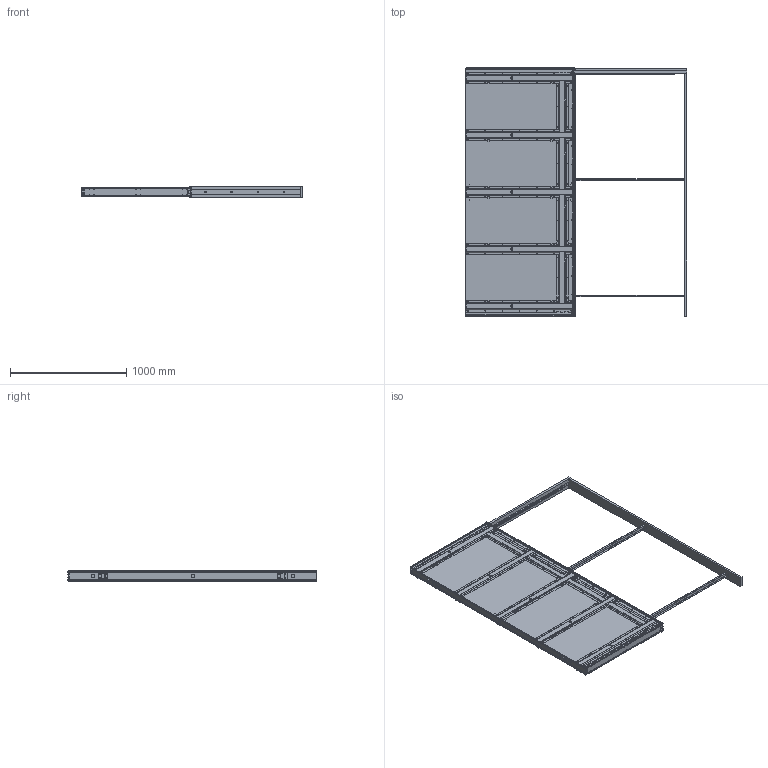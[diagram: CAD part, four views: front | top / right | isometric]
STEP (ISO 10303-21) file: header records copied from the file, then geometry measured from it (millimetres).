
FILE_DESCRIPTION(/* description */ (''),/* implementation_level */ '2;1');
FILE_NAME(/* name */ 'SAF-INSIDE90.stp',/* time_stamp */ '2019-08-12T16:05:30+02:00',/* author */ ('Marc'),/* organization */ (''),/* preprocessor_version */ 'ST-DEVELOPER v17.2',/* originating_system */ 'Autodesk Inventor 2019',/* authorisation */ '');
FILE_SCHEMA (('AUTOMOTIVE_DESIGN { 1 0 10303 214 3 1 1 }'));
Products named in the file (16): SAFINSIDE 900 MANTION S4P4; 22557_A; 22540; 22551; 22580; 22583; 22577; 22586; 22547; 22552; 22534; 22554; 22589_A; 22555; 22592; 11145_168
Assembly tree (36 placements, depth 2):
  SAFINSIDE 900 MANTION S4P4
    22557_A  x2
    22540
    22547  x2
    22551
    22580
    22583
    22577  x2
    22586
    22552
    22534
    22554  x2
    22589_A  x10
    22555  x8
    22592  x2
    11145_168
Bounding box: 1909.39 x 2137.6 x 95 mm (x, y, z)
Volume: 12036402 mm3; surface area: 14856149.1 mm2
Topology: 38 solids, 38 shells, 6188 faces, 16892 edges, 11042 vertices
Faces by surface type: plane 5222, cylinder 765, bspline 198, cone 3
Full cylindrical faces by diameter (mm): 2.5 x6, 4 x4, 4.5 x3, 4.8 x16, 5 x8, 5.05 x1, 6 x8, 28 x3
Entity records: 66391 total; most frequent: CARTESIAN_POINT 12208, ORIENTED_EDGE 11314, DIRECTION 10640, EDGE_CURVE 5657, LINE 4736, VECTOR 4736, VERTEX_POINT 3644, AXIS2_PLACEMENT_3D 2952
